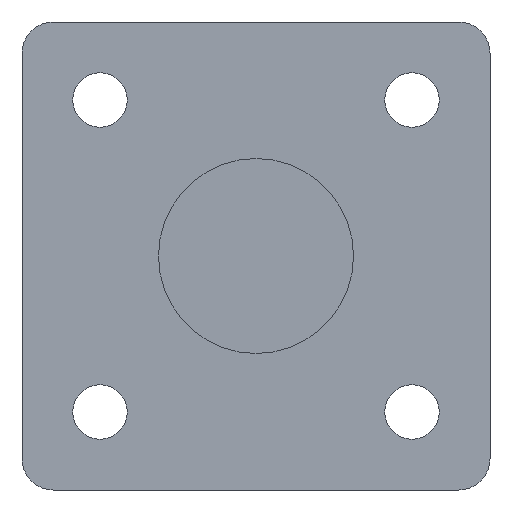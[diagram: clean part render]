
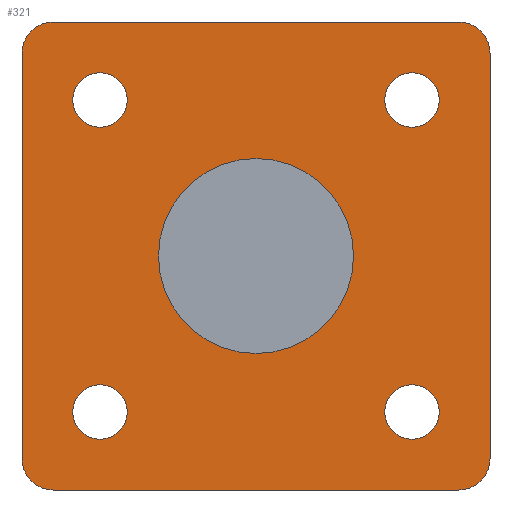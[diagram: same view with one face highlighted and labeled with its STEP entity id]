
A CAD part, front view. The second image highlights one B-rep face of the part: STEP entity #321.
In plain terms, the highlighted planar face has unit normal (0, -1, 0).
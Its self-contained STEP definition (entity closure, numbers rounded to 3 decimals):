
#13=FACE_BOUND('',#66,.T.);
#14=FACE_BOUND('',#67,.T.);
#15=FACE_BOUND('',#68,.T.);
#16=FACE_BOUND('',#69,.T.);
#32=PLANE('',#372);
#45=FACE_OUTER_BOUND('',#65,.T.);
#65=EDGE_LOOP('',(#239,#240,#241,#242,#243,#244,#245,#246));
#66=EDGE_LOOP('',(#247));
#67=EDGE_LOOP('',(#248));
#68=EDGE_LOOP('',(#249));
#69=EDGE_LOOP('',(#250));
#89=LINE('',#530,#111);
#92=LINE('',#536,#114);
#93=LINE('',#540,#115);
#94=LINE('',#544,#116);
#111=VECTOR('',#432,10.);
#114=VECTOR('',#437,10.);
#115=VECTOR('',#440,10.);
#116=VECTOR('',#443,10.);
#134=CIRCLE('',#370,4.);
#135=CIRCLE('',#373,4.);
#136=CIRCLE('',#374,4.);
#137=CIRCLE('',#375,4.);
#138=CIRCLE('',#376,3.5);
#139=CIRCLE('',#377,3.5);
#140=CIRCLE('',#378,3.5);
#141=CIRCLE('',#379,3.5);
#155=VERTEX_POINT('',#523);
#156=VERTEX_POINT('',#525);
#157=VERTEX_POINT('',#529);
#159=VERTEX_POINT('',#535);
#160=VERTEX_POINT('',#537);
#161=VERTEX_POINT('',#539);
#162=VERTEX_POINT('',#541);
#163=VERTEX_POINT('',#543);
#164=VERTEX_POINT('',#546);
#165=VERTEX_POINT('',#548);
#166=VERTEX_POINT('',#550);
#167=VERTEX_POINT('',#552);
#185=EDGE_CURVE('',#155,#156,#134,.T.);
#187=EDGE_CURVE('',#156,#157,#89,.T.);
#190=EDGE_CURVE('',#159,#155,#92,.T.);
#191=EDGE_CURVE('',#160,#159,#135,.T.);
#192=EDGE_CURVE('',#161,#160,#93,.T.);
#193=EDGE_CURVE('',#162,#161,#136,.T.);
#194=EDGE_CURVE('',#163,#162,#94,.T.);
#195=EDGE_CURVE('',#157,#163,#137,.T.);
#196=EDGE_CURVE('',#164,#164,#138,.T.);
#197=EDGE_CURVE('',#165,#165,#139,.T.);
#198=EDGE_CURVE('',#166,#166,#140,.T.);
#199=EDGE_CURVE('',#167,#167,#141,.T.);
#239=ORIENTED_EDGE('',*,*,#185,.F.);
#240=ORIENTED_EDGE('',*,*,#190,.F.);
#241=ORIENTED_EDGE('',*,*,#191,.F.);
#242=ORIENTED_EDGE('',*,*,#192,.F.);
#243=ORIENTED_EDGE('',*,*,#193,.F.);
#244=ORIENTED_EDGE('',*,*,#194,.F.);
#245=ORIENTED_EDGE('',*,*,#195,.F.);
#246=ORIENTED_EDGE('',*,*,#187,.F.);
#247=ORIENTED_EDGE('',*,*,#196,.T.);
#248=ORIENTED_EDGE('',*,*,#197,.T.);
#249=ORIENTED_EDGE('',*,*,#198,.T.);
#250=ORIENTED_EDGE('',*,*,#199,.T.);
#321=ADVANCED_FACE('',(#45,#13,#14,#15,#16),#32,.F.);
#370=AXIS2_PLACEMENT_3D('',#526,#427,#428);
#372=AXIS2_PLACEMENT_3D('',#534,#435,#436);
#373=AXIS2_PLACEMENT_3D('',#538,#438,#439);
#374=AXIS2_PLACEMENT_3D('',#542,#441,#442);
#375=AXIS2_PLACEMENT_3D('',#545,#444,#445);
#376=AXIS2_PLACEMENT_3D('',#547,#446,#447);
#377=AXIS2_PLACEMENT_3D('',#549,#448,#449);
#378=AXIS2_PLACEMENT_3D('',#551,#450,#451);
#379=AXIS2_PLACEMENT_3D('',#553,#452,#453);
#427=DIRECTION('center_axis',(0.,1.,0.));
#428=DIRECTION('ref_axis',(0.707,0.,-0.707));
#432=DIRECTION('',(-1.,0.,0.));
#435=DIRECTION('center_axis',(0.,1.,0.));
#436=DIRECTION('ref_axis',(0.,0.,1.));
#437=DIRECTION('',(0.,0.,-1.));
#438=DIRECTION('center_axis',(0.,1.,0.));
#439=DIRECTION('ref_axis',(0.707,0.,0.707));
#440=DIRECTION('',(1.,0.,0.));
#441=DIRECTION('center_axis',(0.,1.,0.));
#442=DIRECTION('ref_axis',(-0.707,0.,0.707));
#443=DIRECTION('',(0.,0.,1.));
#444=DIRECTION('center_axis',(0.,1.,0.));
#445=DIRECTION('ref_axis',(-0.707,0.,-0.707));
#446=DIRECTION('center_axis',(0.,1.,0.));
#447=DIRECTION('ref_axis',(1.,0.,0.));
#448=DIRECTION('center_axis',(0.,1.,0.));
#449=DIRECTION('ref_axis',(1.,0.,0.));
#450=DIRECTION('center_axis',(0.,1.,0.));
#451=DIRECTION('ref_axis',(1.,0.,0.));
#452=DIRECTION('center_axis',(0.,1.,0.));
#453=DIRECTION('ref_axis',(1.,0.,0.));
#523=CARTESIAN_POINT('',(30.,145.,-26.));
#525=CARTESIAN_POINT('',(26.,145.,-30.));
#526=CARTESIAN_POINT('Origin',(26.,145.,-26.));
#529=CARTESIAN_POINT('',(-26.,145.,-30.));
#530=CARTESIAN_POINT('',(30.,145.,-30.));
#534=CARTESIAN_POINT('Origin',(0.,145.,0.));
#535=CARTESIAN_POINT('',(30.,145.,26.));
#536=CARTESIAN_POINT('',(30.,145.,30.));
#537=CARTESIAN_POINT('',(26.,145.,30.));
#538=CARTESIAN_POINT('Origin',(26.,145.,26.));
#539=CARTESIAN_POINT('',(-26.,145.,30.));
#540=CARTESIAN_POINT('',(-30.,145.,30.));
#541=CARTESIAN_POINT('',(-30.,145.,26.));
#542=CARTESIAN_POINT('Origin',(-26.,145.,26.));
#543=CARTESIAN_POINT('',(-30.,145.,-26.));
#544=CARTESIAN_POINT('',(-30.,145.,-30.));
#545=CARTESIAN_POINT('Origin',(-26.,145.,-26.));
#546=CARTESIAN_POINT('',(16.5,145.,20.));
#547=CARTESIAN_POINT('Origin',(20.,145.,20.));
#548=CARTESIAN_POINT('',(-23.5,145.,-20.));
#549=CARTESIAN_POINT('Origin',(-20.,145.,-20.));
#550=CARTESIAN_POINT('',(16.5,145.,-20.));
#551=CARTESIAN_POINT('Origin',(20.,145.,-20.));
#552=CARTESIAN_POINT('',(-23.5,145.,20.));
#553=CARTESIAN_POINT('Origin',(-20.,145.,20.));
